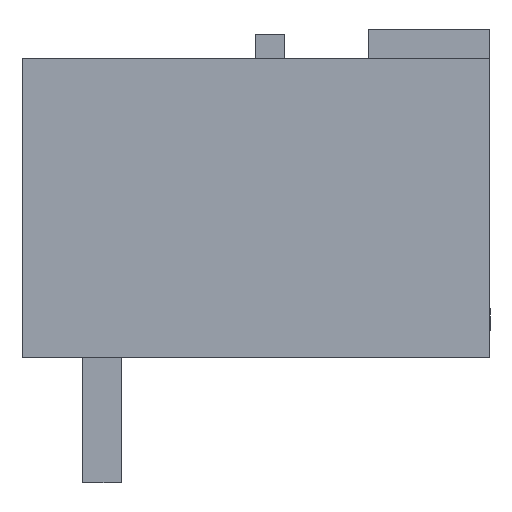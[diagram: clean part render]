
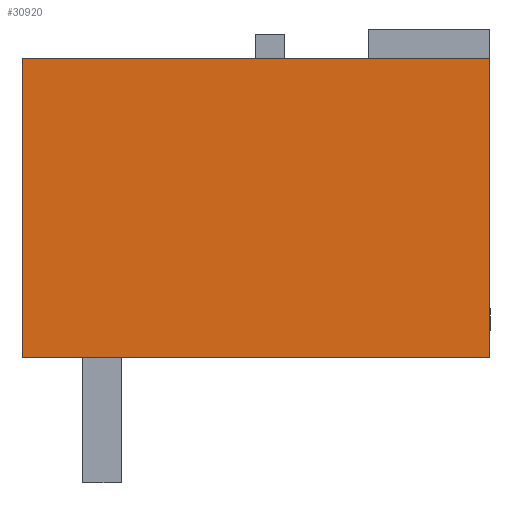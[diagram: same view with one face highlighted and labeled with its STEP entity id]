
A CAD part, left-side view. The second image highlights one B-rep face of the part: STEP entity #30920.
In plain terms, the highlighted planar face has unit normal (-1, 0, 0).
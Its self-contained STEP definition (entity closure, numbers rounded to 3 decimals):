
#30907=AXIS2_PLACEMENT_3D('Plane Axis2P3D',#30904,#30905,#30906) ;
#25569=CARTESIAN_POINT('Vertex',(0.,12.,3.2)) ;
#25572=CARTESIAN_POINT('Line Origine',(0.,12.,7.04)) ;
#25576=CARTESIAN_POINT('Vertex',(0.,12.,10.88)) ;
#26378=CARTESIAN_POINT('Vertex',(0.,0.,10.88)) ;
#26381=CARTESIAN_POINT('Line Origine',(0.,0.,7.04)) ;
#26385=CARTESIAN_POINT('Vertex',(0.,0.,3.2)) ;
#30655=CARTESIAN_POINT('Line Origine',(0.,6.,10.88)) ;
#30904=CARTESIAN_POINT('Axis2P3D Location',(0.,0.,10.88)) ;
#30909=CARTESIAN_POINT('Line Origine',(0.,6.,3.2)) ;
#25573=DIRECTION('Vector Direction',(0.,0.,-1.)) ;
#26382=DIRECTION('Vector Direction',(0.,0.,-1.)) ;
#30656=DIRECTION('Vector Direction',(0.,1.,0.)) ;
#30905=DIRECTION('Axis2P3D Direction',(1.,0.,0.)) ;
#30906=DIRECTION('Axis2P3D XDirection',(0.,0.,-1.)) ;
#30910=DIRECTION('Vector Direction',(0.,1.,0.)) ;
#25574=VECTOR('Line Direction',#25573,1.) ;
#26383=VECTOR('Line Direction',#26382,1.) ;
#30657=VECTOR('Line Direction',#30656,1.) ;
#30911=VECTOR('Line Direction',#30910,1.) ;
#30915=ORIENTED_EDGE('',*,*,#30913,.F.) ;
#30916=ORIENTED_EDGE('',*,*,#26387,.F.) ;
#30917=ORIENTED_EDGE('',*,*,#30659,.T.) ;
#30918=ORIENTED_EDGE('',*,*,#25578,.F.) ;
#30920=ADVANCED_FACE('Body',(#30919),#30908,.F.) ;
#25578=EDGE_CURVE('',#25570,#25577,#25575,.F.) ;
#26387=EDGE_CURVE('',#26379,#26386,#26384,.T.) ;
#30659=EDGE_CURVE('',#26379,#25577,#30658,.T.) ;
#30913=EDGE_CURVE('',#26386,#25570,#30912,.T.) ;
#30914=EDGE_LOOP('',(#30915,#30916,#30917,#30918)) ;
#30919=FACE_OUTER_BOUND('',#30914,.T.) ;
#25575=LINE('Line',#25572,#25574) ;
#26384=LINE('Line',#26381,#26383) ;
#30658=LINE('Line',#30655,#30657) ;
#30912=LINE('Line',#30909,#30911) ;
#30908=PLANE('',#30907) ;
#25570=VERTEX_POINT('',#25569) ;
#25577=VERTEX_POINT('',#25576) ;
#26379=VERTEX_POINT('',#26378) ;
#26386=VERTEX_POINT('',#26385) ;
